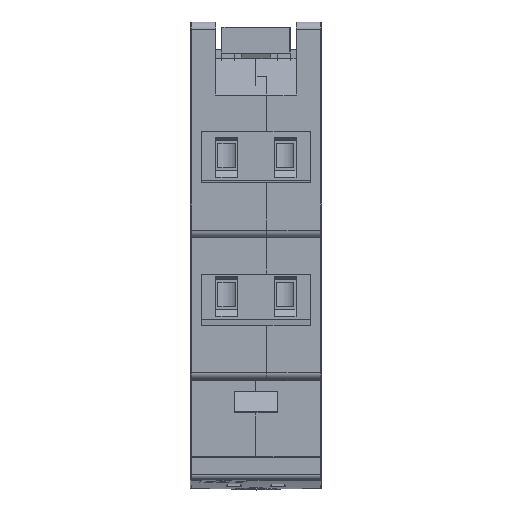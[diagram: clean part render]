
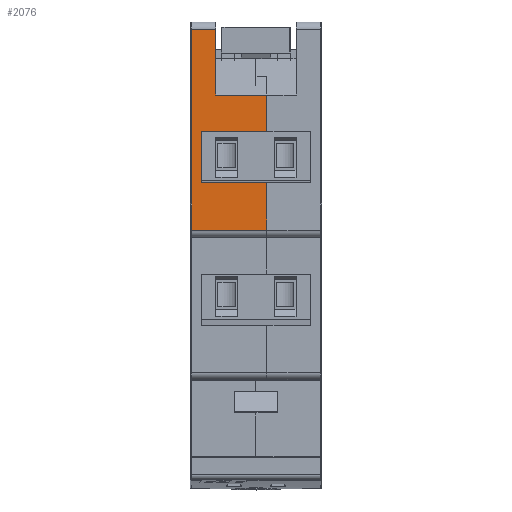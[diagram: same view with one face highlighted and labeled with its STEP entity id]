
A CAD part, top view. The second image highlights one B-rep face of the part: STEP entity #2076.
In plain terms, the highlighted planar face has unit normal (0, 0, 1).
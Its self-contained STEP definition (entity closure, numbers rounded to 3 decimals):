
#2076=ADVANCED_FACE('',(#3849),#3851,.T.);
#3849=FACE_BOUND('',#3850,.T.);
#3850=EDGE_LOOP('',(#8768,#8769,#8770,#8771,#8772,#8773,#8774,#8775,#8776,#8777));
#3851=PLANE('',#3852);
#3852=AXIS2_PLACEMENT_3D('',#3853,#3854,#3855);
#3853=CARTESIAN_POINT('',(0.,28.75,44.75));
#3854=DIRECTION('',(0.,0.,1.));
#3855=DIRECTION('',(0.,-1.,0.));
#8768=ORIENTED_EDGE('',*,*,#12071,.T.);
#8769=ORIENTED_EDGE('',*,*,#12072,.T.);
#8770=ORIENTED_EDGE('',*,*,#12073,.F.);
#8771=ORIENTED_EDGE('',*,*,#12074,.T.);
#8772=ORIENTED_EDGE('',*,*,#12075,.T.);
#8773=ORIENTED_EDGE('',*,*,#12076,.T.);
#8774=ORIENTED_EDGE('',*,*,#12077,.F.);
#8775=ORIENTED_EDGE('',*,*,#11985,.T.);
#8776=ORIENTED_EDGE('',*,*,#11951,.T.);
#8777=ORIENTED_EDGE('',*,*,#12070,.F.);
#11951=EDGE_CURVE('',#13951,#13949,#13952,.T.);
#11985=EDGE_CURVE('',#14016,#13951,#14017,.F.);
#12070=EDGE_CURVE('',#14160,#13949,#14162,.T.);
#12071=EDGE_CURVE('',#14160,#14163,#14164,.T.);
#12072=EDGE_CURVE('',#14163,#14165,#14166,.T.);
#12073=EDGE_CURVE('',#14167,#14165,#14168,.T.);
#12074=EDGE_CURVE('',#14167,#14169,#14170,.F.);
#12075=EDGE_CURVE('',#14169,#14171,#14172,.T.);
#12076=EDGE_CURVE('',#14171,#14173,#14174,.F.);
#12077=EDGE_CURVE('',#14016,#14173,#14175,.T.);
#13949=VERTEX_POINT('',#17527);
#13951=VERTEX_POINT('',#17532);
#13952=LINE('',#17533,#17534);
#14016=VERTEX_POINT('',#17672);
#14017=LINE('',#17673,#17674);
#14160=VERTEX_POINT('',#17984);
#14162=LINE('',#17989,#17990);
#14163=VERTEX_POINT('',#17992);
#14164=LINE('',#17993,#17994);
#14165=VERTEX_POINT('',#17996);
#14166=LINE('',#17997,#17998);
#14167=VERTEX_POINT('',#18000);
#14168=LINE('',#18001,#18002);
#14169=VERTEX_POINT('',#18004);
#14170=LINE('',#18005,#18006);
#14171=VERTEX_POINT('',#18008);
#14172=LINE('',#18009,#18010);
#14173=VERTEX_POINT('',#18012);
#14174=LINE('',#18013,#18014);
#14175=LINE('',#18016,#18017);
#17527=CARTESIAN_POINT('',(3.5,28.75,44.75));
#17532=CARTESIAN_POINT('',(3.5,19.75,44.75));
#17533=CARTESIAN_POINT('',(3.5,19.75,44.75));
#17534=VECTOR('',#17535,1.);
#17535=DIRECTION('',(0.,1.,0.));
#17672=CARTESIAN_POINT('',(10.5,19.75,44.75));
#17673=CARTESIAN_POINT('',(3.5,19.75,44.75));
#17674=VECTOR('',#17675,1.);
#17675=DIRECTION('',(1.,0.,0.));
#17984=CARTESIAN_POINT('',(0.2,28.75,44.75));
#17989=CARTESIAN_POINT('',(0.2,28.75,44.75));
#17990=VECTOR('',#17991,1.);
#17991=DIRECTION('',(1.,0.,0.));
#17992=CARTESIAN_POINT('',(0.2,1.25,44.75));
#17993=CARTESIAN_POINT('',(0.2,28.75,44.75));
#17994=VECTOR('',#17995,1.);
#17995=DIRECTION('',(0.,-1.,0.));
#17996=CARTESIAN_POINT('',(10.5,1.25,44.75));
#17997=CARTESIAN_POINT('',(0.2,1.25,44.75));
#17998=VECTOR('',#17999,1.);
#17999=DIRECTION('',(1.,0.,0.));
#18000=CARTESIAN_POINT('',(10.5,7.75,44.75));
#18001=CARTESIAN_POINT('',(10.5,7.75,44.75));
#18002=VECTOR('',#18003,1.);
#18003=DIRECTION('',(0.,-1.,0.));
#18004=CARTESIAN_POINT('',(1.5,7.75,44.75));
#18005=CARTESIAN_POINT('',(1.5,7.75,44.75));
#18006=VECTOR('',#18007,1.);
#18007=DIRECTION('',(1.,0.,0.));
#18008=CARTESIAN_POINT('',(1.5,14.75,44.75));
#18009=CARTESIAN_POINT('',(1.5,7.75,44.75));
#18010=VECTOR('',#18011,1.);
#18011=DIRECTION('',(0.,1.,0.));
#18012=CARTESIAN_POINT('',(10.5,14.75,44.75));
#18013=CARTESIAN_POINT('',(10.5,14.75,44.75));
#18014=VECTOR('',#18015,1.);
#18015=DIRECTION('',(-1.,0.,0.));
#18016=CARTESIAN_POINT('',(10.5,19.75,44.75));
#18017=VECTOR('',#18018,1.);
#18018=DIRECTION('',(0.,-1.,0.));
